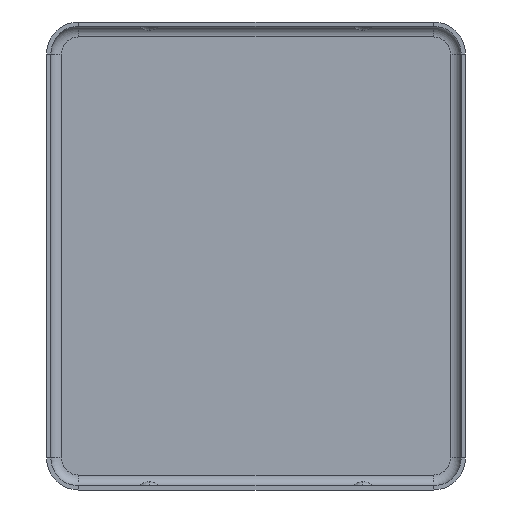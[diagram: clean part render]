
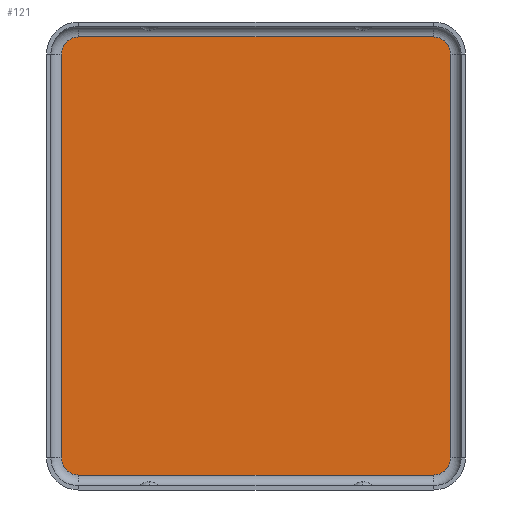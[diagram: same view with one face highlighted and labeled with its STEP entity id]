
A CAD part, front view. The second image highlights one B-rep face of the part: STEP entity #121.
In plain terms, the highlighted planar face has unit normal (0, -1, 0).
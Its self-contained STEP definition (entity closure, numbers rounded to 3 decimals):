
#3 = CARTESIAN_POINT ( 'NONE',  ( 8.3, 0., -10.25 ) ) ;
#50 = PLANE ( 'NONE',  #977 ) ;
#74 = ORIENTED_EDGE ( 'NONE', *, *, #800, .F. ) ;
#79 = DIRECTION ( 'NONE',  ( 0., 0., -1. ) ) ;
#88 = DIRECTION ( 'NONE',  ( 0., -1., 0. ) ) ;
#111 = LINE ( 'NONE', #1483, #1464 ) ;
#121 = ADVANCED_FACE ( 'NONE', ( #1179 ), #50, .T. ) ;
#176 = VECTOR ( 'NONE', #1270, 1000. ) ;
#224 = VERTEX_POINT ( 'NONE', #339 ) ;
#237 = CARTESIAN_POINT ( 'NONE',  ( -8.3, 0., -10.25 ) ) ;
#256 = LINE ( 'NONE', #725, #176 ) ;
#277 = CIRCLE ( 'NONE', #1047, 0.8 ) ;
#319 = VERTEX_POINT ( 'NONE', #1010 ) ;
#332 = CARTESIAN_POINT ( 'NONE',  ( -8.3, 0., -9.45 ) ) ;
#339 = CARTESIAN_POINT ( 'NONE',  ( -9.1, 0., 9.45 ) ) ;
#356 = CIRCLE ( 'NONE', #1387, 0.8 ) ;
#360 = DIRECTION ( 'NONE',  ( 0., 0., -1. ) ) ;
#391 = EDGE_LOOP ( 'NONE', ( #1287, #586, #74, #1249, #1613, #906, #561, #1522 ) ) ;
#540 = CARTESIAN_POINT ( 'NONE',  ( -9.1, 0., -9.45 ) ) ;
#547 = CARTESIAN_POINT ( 'NONE',  ( 8.3, 0., -9.45 ) ) ;
#557 = EDGE_CURVE ( 'NONE', #319, #1571, #1301, .T. ) ;
#561 = ORIENTED_EDGE ( 'NONE', *, *, #738, .T. ) ;
#573 = CARTESIAN_POINT ( 'NONE',  ( 8.3, 0., -10.25 ) ) ;
#583 = DIRECTION ( 'NONE',  ( 0., 0., 1. ) ) ;
#586 = ORIENTED_EDGE ( 'NONE', *, *, #648, .F. ) ;
#640 = DIRECTION ( 'NONE',  ( 0., -1., 0. ) ) ;
#646 = CIRCLE ( 'NONE', #1318, 0.8 ) ;
#648 = EDGE_CURVE ( 'NONE', #1548, #1118, #356, .T. ) ;
#649 = CARTESIAN_POINT ( 'NONE',  ( 8.3, 0., 10.25 ) ) ;
#693 = DIRECTION ( 'NONE',  ( 0., 1., 0. ) ) ;
#725 = CARTESIAN_POINT ( 'NONE',  ( 9.1, 0., 0. ) ) ;
#738 = EDGE_CURVE ( 'NONE', #224, #1265, #111, .T. ) ;
#741 = CARTESIAN_POINT ( 'NONE',  ( -8.3, 0., 10.25 ) ) ;
#766 = CARTESIAN_POINT ( 'NONE',  ( -8.3, 0., 9.45 ) ) ;
#800 = EDGE_CURVE ( 'NONE', #1578, #1548, #256, .T. ) ;
#834 = EDGE_CURVE ( 'NONE', #1118, #1507, #1605, .T. ) ;
#837 = DIRECTION ( 'NONE',  ( 0., -1., 0. ) ) ;
#906 = ORIENTED_EDGE ( 'NONE', *, *, #1269, .F. ) ;
#977 = AXIS2_PLACEMENT_3D ( 'NONE', #547, #88, #79 ) ;
#999 = DIRECTION ( 'NONE',  ( 0., 0., -1. ) ) ;
#1010 = CARTESIAN_POINT ( 'NONE',  ( 8.3, 0., 10.25 ) ) ;
#1018 = CIRCLE ( 'NONE', #1096, 0.8 ) ;
#1047 = AXIS2_PLACEMENT_3D ( 'NONE', #332, #837, #583 ) ;
#1091 = CARTESIAN_POINT ( 'NONE',  ( 8.3, 0., -9.45 ) ) ;
#1096 = AXIS2_PLACEMENT_3D ( 'NONE', #1520, #640, #999 ) ;
#1118 = VERTEX_POINT ( 'NONE', #573 ) ;
#1160 = DIRECTION ( 'NONE',  ( -1., 0., 0. ) ) ;
#1179 = FACE_OUTER_BOUND ( 'NONE', #391, .T. ) ;
#1200 = DIRECTION ( 'NONE',  ( 0., 0., 1. ) ) ;
#1249 = ORIENTED_EDGE ( 'NONE', *, *, #1529, .T. ) ;
#1265 = VERTEX_POINT ( 'NONE', #540 ) ;
#1269 = EDGE_CURVE ( 'NONE', #224, #1571, #646, .T. ) ;
#1270 = DIRECTION ( 'NONE',  ( 0., 0., -1. ) ) ;
#1287 = ORIENTED_EDGE ( 'NONE', *, *, #834, .F. ) ;
#1301 = LINE ( 'NONE', #649, #1339 ) ;
#1318 = AXIS2_PLACEMENT_3D ( 'NONE', #766, #1386, #1524 ) ;
#1339 = VECTOR ( 'NONE', #1160, 1000. ) ;
#1369 = CARTESIAN_POINT ( 'NONE',  ( 9.1, 0., -9.45 ) ) ;
#1386 = DIRECTION ( 'NONE',  ( 0., 1., 0. ) ) ;
#1387 = AXIS2_PLACEMENT_3D ( 'NONE', #1091, #693, #1200 ) ;
#1464 = VECTOR ( 'NONE', #360, 1000. ) ;
#1483 = CARTESIAN_POINT ( 'NONE',  ( -9.1, 0., 0. ) ) ;
#1489 = VECTOR ( 'NONE', #1620, 1000. ) ;
#1493 = EDGE_CURVE ( 'NONE', #1265, #1507, #277, .T. ) ;
#1507 = VERTEX_POINT ( 'NONE', #237 ) ;
#1512 = CARTESIAN_POINT ( 'NONE',  ( 9.1, 0., 9.45 ) ) ;
#1520 = CARTESIAN_POINT ( 'NONE',  ( 8.3, 0., 9.45 ) ) ;
#1522 = ORIENTED_EDGE ( 'NONE', *, *, #1493, .T. ) ;
#1524 = DIRECTION ( 'NONE',  ( 0., 0., -1. ) ) ;
#1529 = EDGE_CURVE ( 'NONE', #1578, #319, #1018, .T. ) ;
#1548 = VERTEX_POINT ( 'NONE', #1369 ) ;
#1571 = VERTEX_POINT ( 'NONE', #741 ) ;
#1578 = VERTEX_POINT ( 'NONE', #1512 ) ;
#1605 = LINE ( 'NONE', #3, #1489 ) ;
#1613 = ORIENTED_EDGE ( 'NONE', *, *, #557, .T. ) ;
#1620 = DIRECTION ( 'NONE',  ( -1., 0., 0. ) ) ;
